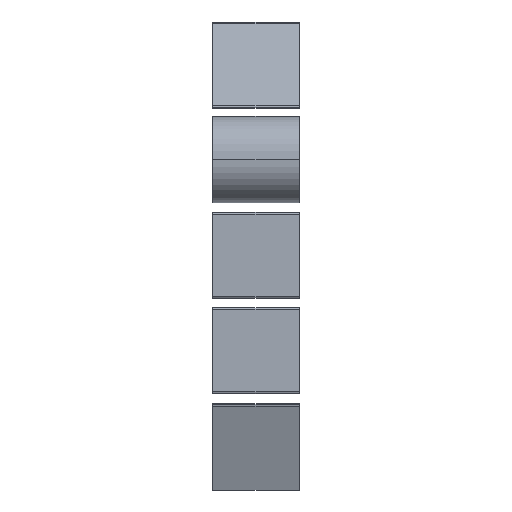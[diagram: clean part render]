
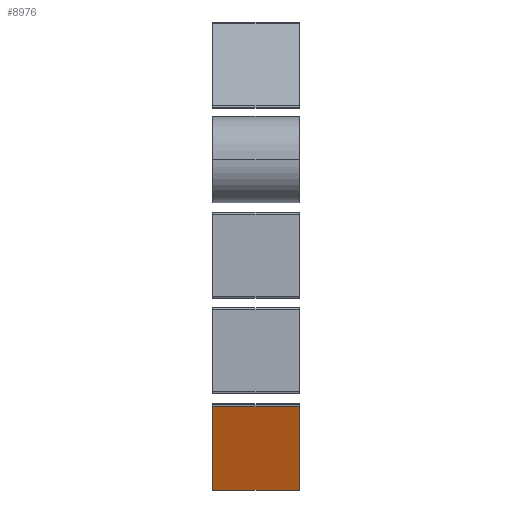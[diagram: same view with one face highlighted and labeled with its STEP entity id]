
A CAD part, left-side view. The second image highlights one B-rep face of the part: STEP entity #8976.
In plain terms, the highlighted planar face has unit normal (-0.94, 0, -0.342).
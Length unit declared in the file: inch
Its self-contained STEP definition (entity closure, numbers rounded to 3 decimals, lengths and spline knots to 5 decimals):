
#879=FACE_OUTER_BOUND('',#1390,.T.);
#1390=EDGE_LOOP('',(#6471,#6472,#6473,#6474));
#2009=LINE('',#13281,#2914);
#2010=LINE('',#13284,#2915);
#2011=LINE('',#13286,#2916);
#2012=LINE('',#13287,#2917);
#2914=VECTOR('',#10689,0.3937);
#2915=VECTOR('',#10692,0.3937);
#2916=VECTOR('',#10693,0.3937);
#2917=VECTOR('',#10694,0.3937);
#3808=VERTEX_POINT('',#13277);
#3809=VERTEX_POINT('',#13279);
#3810=VERTEX_POINT('',#13283);
#3811=VERTEX_POINT('',#13285);
#4819=EDGE_CURVE('',#3808,#3809,#2009,.T.);
#4820=EDGE_CURVE('',#3808,#3810,#2010,.T.);
#4821=EDGE_CURVE('',#3811,#3809,#2011,.T.);
#4822=EDGE_CURVE('',#3810,#3811,#2012,.T.);
#6471=ORIENTED_EDGE('',*,*,#4820,.F.);
#6472=ORIENTED_EDGE('',*,*,#4819,.T.);
#6473=ORIENTED_EDGE('',*,*,#4821,.F.);
#6474=ORIENTED_EDGE('',*,*,#4822,.F.);
#8651=PLANE('',#9575);
#8976=ADVANCED_FACE('',(#879),#8651,.T.);
#9575=AXIS2_PLACEMENT_3D('',#13282,#10690,#10691);
#10689=DIRECTION('',(0.,1.,0.));
#10690=DIRECTION('center_axis',(-0.94,0.,-0.342));
#10691=DIRECTION('ref_axis',(-0.342,0.,0.94));
#10692=DIRECTION('',(0.342,0.,-0.94));
#10693=DIRECTION('',(-0.342,0.,0.94));
#10694=DIRECTION('',(0.,1.,0.));
#13277=CARTESIAN_POINT('',(0.67958,0.,1.69208));
#13279=CARTESIAN_POINT('',(0.67958,1.,1.69208));
#13281=CARTESIAN_POINT('',(0.67958,0.,1.69208));
#13282=CARTESIAN_POINT('Origin',(1.03167,0.,0.72375));
#13283=CARTESIAN_POINT('',(1.03167,0.,0.72375));
#13284=CARTESIAN_POINT('',(0.67958,0.,1.69208));
#13285=CARTESIAN_POINT('',(1.03167,1.,0.72375));
#13286=CARTESIAN_POINT('',(0.67958,1.,1.69208));
#13287=CARTESIAN_POINT('',(1.03167,0.,0.72375));
